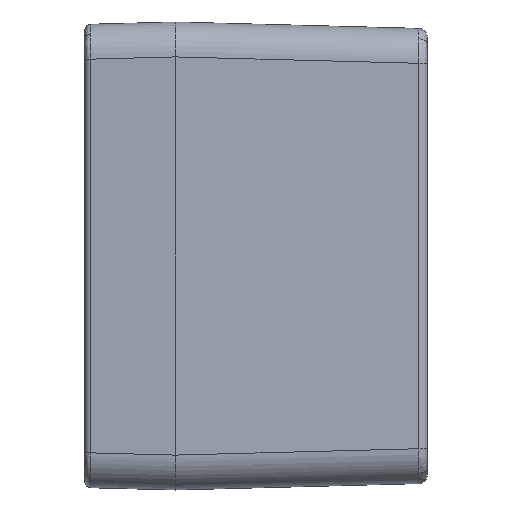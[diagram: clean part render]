
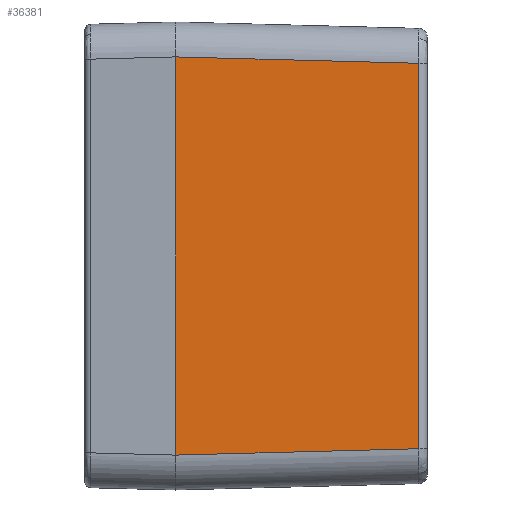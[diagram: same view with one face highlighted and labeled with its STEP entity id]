
A CAD part, left-side view. The second image highlights one B-rep face of the part: STEP entity #36381.
In plain terms, the highlighted planar face has unit normal (-1, -0.026, 0).
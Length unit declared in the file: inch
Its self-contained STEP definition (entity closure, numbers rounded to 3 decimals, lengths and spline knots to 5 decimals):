
#77 = VECTOR ( 'NONE', #84729, 39.37008 ) ;
#321 = EDGE_CURVE ( 'NONE', #30491, #93054, #93903, .T. ) ;
#2628 = PLANE ( 'NONE',  #71977 ) ;
#8912 = LINE ( 'NONE', #86205, #12334 ) ;
#10402 = EDGE_CURVE ( 'NONE', #66271, #92790, #89877, .T. ) ;
#11193 = DIRECTION ( 'NONE',  ( 0.026, -0.999, 0.026 ) ) ;
#12334 = VECTOR ( 'NONE', #94480, 39.37008 ) ;
#14116 = ORIENTED_EDGE ( 'NONE', *, *, #10402, .T. ) ;
#17308 = VECTOR ( 'NONE', #69311, 39.37008 ) ;
#19879 = CARTESIAN_POINT ( 'NONE',  ( -2.4685, 0., -1.34654 ) ) ;
#20738 = ORIENTED_EDGE ( 'NONE', *, *, #321, .T. ) ;
#30491 = VERTEX_POINT ( 'NONE', #41548 ) ;
#33549 = DIRECTION ( 'NONE',  ( 0.026, -1., 0. ) ) ;
#36381 = ADVANCED_FACE ( 'NONE', ( #91077 ), #2628, .T. ) ;
#40308 = CARTESIAN_POINT ( 'NONE',  ( -2.42547, -1.64328, -1.30351 ) ) ;
#41271 = DIRECTION ( 'NONE',  ( -1., -0.026, 0. ) ) ;
#41548 = CARTESIAN_POINT ( 'NONE',  ( -2.4685, 0., -1.34654 ) ) ;
#45704 = CARTESIAN_POINT ( 'NONE',  ( -2.42547, -1.64328, -1.58268 ) ) ;
#48303 = ORIENTED_EDGE ( 'NONE', *, *, #93731, .F. ) ;
#50494 = VECTOR ( 'NONE', #11193, 39.37008 ) ;
#52332 = CARTESIAN_POINT ( 'NONE',  ( -2.42547, -1.64328, 1.30351 ) ) ;
#61219 = EDGE_LOOP ( 'NONE', ( #14116, #74552, #20738, #48303 ) ) ;
#66271 = VERTEX_POINT ( 'NONE', #52332 ) ;
#69311 = DIRECTION ( 'NONE',  ( -0.026, 0.999, 0.026 ) ) ;
#71977 = AXIS2_PLACEMENT_3D ( 'NONE', #94435, #41271, #33549 ) ;
#74552 = ORIENTED_EDGE ( 'NONE', *, *, #75414, .F. ) ;
#75414 = EDGE_CURVE ( 'NONE', #30491, #92790, #8912, .T. ) ;
#75453 = LINE ( 'NONE', #45704, #77 ) ;
#80383 = CARTESIAN_POINT ( 'NONE',  ( -2.4685, 0., 1.34654 ) ) ;
#84729 = DIRECTION ( 'NONE',  ( 0., 0., -1. ) ) ;
#86205 = CARTESIAN_POINT ( 'NONE',  ( -2.4685, 0., 1.58268 ) ) ;
#89877 = LINE ( 'NONE', #91798, #17308 ) ;
#91077 = FACE_OUTER_BOUND ( 'NONE', #61219, .T. ) ;
#91798 = CARTESIAN_POINT ( 'NONE',  ( -2.42547, -1.64328, 1.30351 ) ) ;
#92790 = VERTEX_POINT ( 'NONE', #80383 ) ;
#93054 = VERTEX_POINT ( 'NONE', #40308 ) ;
#93731 = EDGE_CURVE ( 'NONE', #66271, #93054, #75453, .T. ) ;
#93903 = LINE ( 'NONE', #19879, #50494 ) ;
#94435 = CARTESIAN_POINT ( 'NONE',  ( -2.4685, 0., -1.58268 ) ) ;
#94480 = DIRECTION ( 'NONE',  ( 0., 0., 1. ) ) ;
